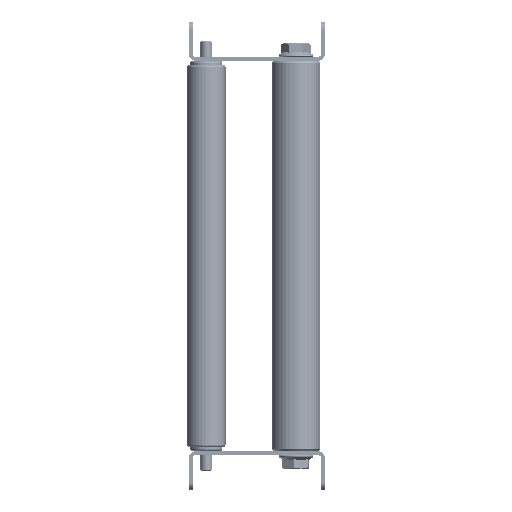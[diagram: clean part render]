
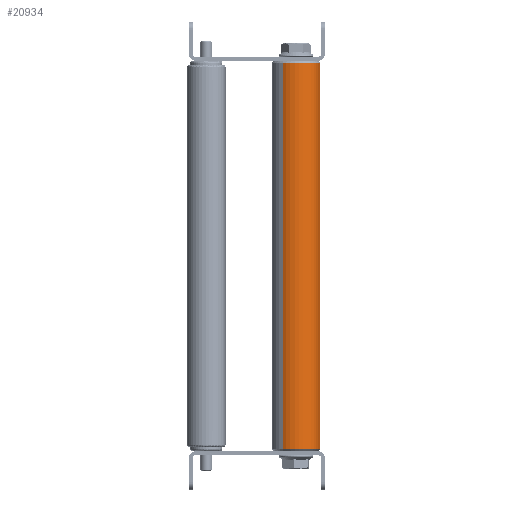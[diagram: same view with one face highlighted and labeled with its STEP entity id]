
A CAD part, left-side view. The second image highlights one B-rep face of the part: STEP entity #20934.
In plain terms, the highlighted cylindrical face has radius 12.5 mm (diameter 25 mm), a partial arc.
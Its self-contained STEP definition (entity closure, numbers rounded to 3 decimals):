
#590 = VECTOR ( 'NONE', #17890, 1000. ) ;
#1081 = CARTESIAN_POINT ( 'NONE',  ( 200., 0., 12.5 ) ) ;
#1401 = DIRECTION ( 'NONE',  ( 0., 0., -1. ) ) ;
#1964 = VERTEX_POINT ( 'NONE', #27002 ) ;
#4733 = AXIS2_PLACEMENT_3D ( 'NONE', #13370, #7022, #7301 ) ;
#6778 = EDGE_LOOP ( 'NONE', ( #21681, #22459, #15634, #15565 ) ) ;
#6941 = DIRECTION ( 'NONE',  ( -1., 0., 0. ) ) ;
#6948 = CARTESIAN_POINT ( 'NONE',  ( 1., 0., 12.5 ) ) ;
#7022 = DIRECTION ( 'NONE',  ( -1., 0., 0. ) ) ;
#7301 = DIRECTION ( 'NONE',  ( 0., 0., -1. ) ) ;
#8489 = LINE ( 'NONE', #13155, #8990 ) ;
#8990 = VECTOR ( 'NONE', #6941, 1000. ) ;
#10732 = DIRECTION ( 'NONE',  ( -1., 0., 0. ) ) ;
#11014 = CARTESIAN_POINT ( 'NONE',  ( 200., 0., 0. ) ) ;
#12137 = CARTESIAN_POINT ( 'NONE',  ( 1., 0., 0. ) ) ;
#13155 = CARTESIAN_POINT ( 'NONE',  ( 200., 0., -12.5 ) ) ;
#13370 = CARTESIAN_POINT ( 'NONE',  ( 199., 0., 0. ) ) ;
#13479 = VERTEX_POINT ( 'NONE', #16147 ) ;
#13973 = EDGE_CURVE ( 'NONE', #21649, #1964, #8489, .T. ) ;
#15115 = CIRCLE ( 'NONE', #4733, 12.5 ) ;
#15565 = ORIENTED_EDGE ( 'NONE', *, *, #21553, .F. ) ;
#15634 = ORIENTED_EDGE ( 'NONE', *, *, #27472, .T. ) ;
#16147 = CARTESIAN_POINT ( 'NONE',  ( 199., 0., 12.5 ) ) ;
#17890 = DIRECTION ( 'NONE',  ( -1., 0., 0. ) ) ;
#19606 = FACE_OUTER_BOUND ( 'NONE', #6778, .T. ) ;
#20425 = LINE ( 'NONE', #1081, #590 ) ;
#20736 = DIRECTION ( 'NONE',  ( 1., 0., 0. ) ) ;
#20799 = CIRCLE ( 'NONE', #27514, 12.5 ) ;
#20934 = ADVANCED_FACE ( 'NONE', ( #19606 ), #21700, .T. ) ;
#21553 = EDGE_CURVE ( 'NONE', #13479, #22110, #20425, .T. ) ;
#21649 = VERTEX_POINT ( 'NONE', #22101 ) ;
#21681 = ORIENTED_EDGE ( 'NONE', *, *, #22842, .T. ) ;
#21700 = CYLINDRICAL_SURFACE ( 'NONE', #22559, 12.5 ) ;
#22101 = CARTESIAN_POINT ( 'NONE',  ( 199., 0., -12.5 ) ) ;
#22110 = VERTEX_POINT ( 'NONE', #6948 ) ;
#22459 = ORIENTED_EDGE ( 'NONE', *, *, #13973, .T. ) ;
#22559 = AXIS2_PLACEMENT_3D ( 'NONE', #11014, #10732, #23674 ) ;
#22842 = EDGE_CURVE ( 'NONE', #13479, #21649, #15115, .T. ) ;
#23674 = DIRECTION ( 'NONE',  ( 0., 0., 1. ) ) ;
#27002 = CARTESIAN_POINT ( 'NONE',  ( 1., 0., -12.5 ) ) ;
#27472 = EDGE_CURVE ( 'NONE', #1964, #22110, #20799, .T. ) ;
#27514 = AXIS2_PLACEMENT_3D ( 'NONE', #12137, #20736, #1401 ) ;
